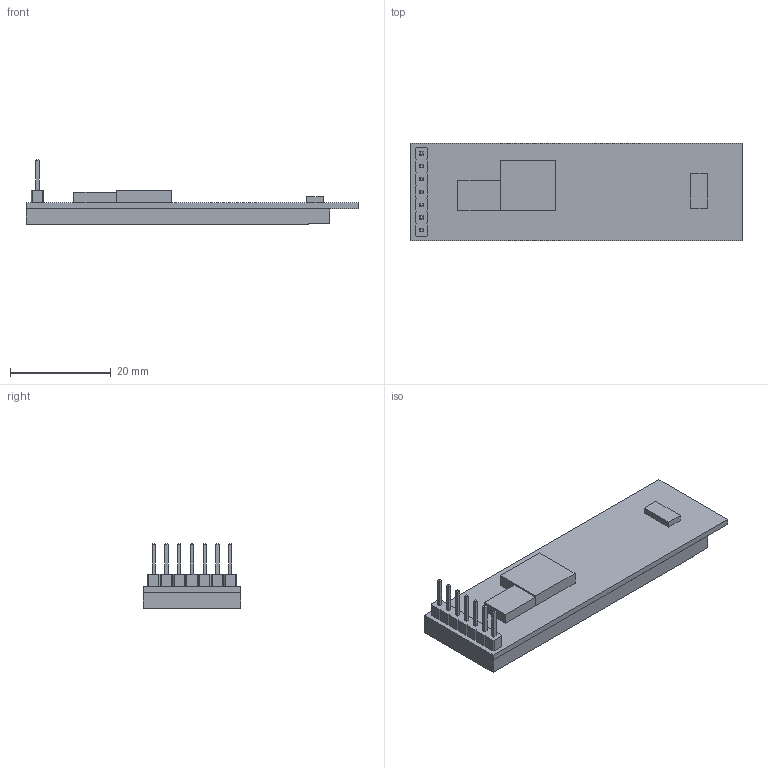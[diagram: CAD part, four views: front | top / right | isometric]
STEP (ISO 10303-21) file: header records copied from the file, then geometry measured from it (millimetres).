
FILE_DESCRIPTION(/* description */ ('STEP AP242','CAx-IF Rec.Pracs.---Representation and Presentation of Product Manufacturing Information (PMI)---4.0---2014-10-13','CAx-IF Rec.Pracs.---3D Tessellated Geometry---0.4---2014-09-14','2;1'),/* implementation_level */ '2;1');
FILE_NAME(/* name */ '66408433071e7d0293adc448',/* time_stamp */ '2024-05-12T08:56:20Z',/* author */ (''),/* organization */ (''),/* preprocessor_version */ 'ST-DEVELOPER v20',/* originating_system */ ' ',/* authorisation */ ' ');
FILE_SCHEMA (('AP242_MANAGED_MODEL_BASED_3D_ENGINEERING_MIM_LF { 1 0 10303 442 1 1 4 }'));
Length unit declared in the file: metre
Products named in the file (6): Part 6; Part 1; PinHeader_1x07_P254mm_Vertical; Part 3; Part 4; Part 5
Bounding box: 66 x 19.35 x 12.74 mm (x, y, z)
Volume: 5558.3 mm3; surface area: 6467.3 mm2
Topology: 6 solids, 6 shells, 204 faces, 506 edges, 328 vertices
Faces by surface type: plane 204
Entity records: 6389 total; most frequent: CARTESIAN_POINT 1044, ORIENTED_EDGE 1012, DIRECTION 926, EDGE_CURVE 506, LINE 506, VECTOR 506, VERTEX_POINT 328, EDGE_LOOP 232
